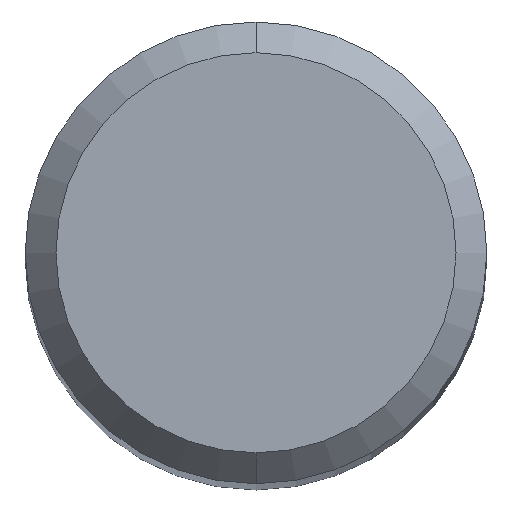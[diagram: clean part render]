
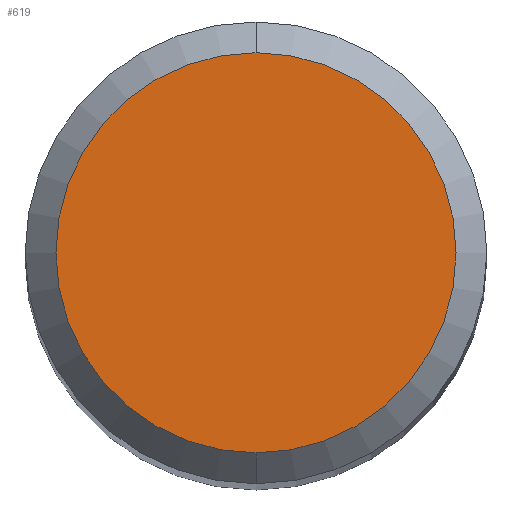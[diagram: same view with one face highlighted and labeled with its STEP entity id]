
A CAD part, top view. The second image highlights one B-rep face of the part: STEP entity #619.
In plain terms, the highlighted planar face has unit normal (0, 0, 1).
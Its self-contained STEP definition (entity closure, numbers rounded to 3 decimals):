
#353=EDGE_CURVE('',#767,#715,#964,.T.);
#377=EDGE_CURVE('',#715,#767,#990,.T.);
#619=ADVANCED_FACE('',(#1258),#1259,.T.);
#715=VERTEX_POINT('',#1362);
#767=VERTEX_POINT('',#1420);
#964=CIRCLE('',#1652,2.6);
#990=CIRCLE('',#1713,2.6);
#1258=FACE_OUTER_BOUND('',#5345,.T.);
#1259=PLANE('',#5346);
#1362=CARTESIAN_POINT('',(0.,-2.6,0.0));
#1420=CARTESIAN_POINT('',(0.0,2.6,0.0));
#1652=AXIS2_PLACEMENT_3D('',#7619,#7620,#7621);
#1713=AXIS2_PLACEMENT_3D('',#7645,#7646,#7647);
#5345=EDGE_LOOP('',(#7951,#7952));
#5346=AXIS2_PLACEMENT_3D('',#7953,#7954,#7955);
#7619=CARTESIAN_POINT('',(0.0,0.0,0.0));
#7620=DIRECTION('',(0.0,0.0,-1.0));
#7621=DIRECTION('',(0.0,1.0,0.0));
#7645=CARTESIAN_POINT('',(0.0,0.0,0.0));
#7646=DIRECTION('',(0.0,0.0,-1.0));
#7647=DIRECTION('',(0.0,1.0,0.0));
#7951=ORIENTED_EDGE('',*,*,#353,.F.);
#7952=ORIENTED_EDGE('',*,*,#377,.F.);
#7953=CARTESIAN_POINT('',(0.0,1.3,0.0));
#7954=DIRECTION('',(-0.0,0.0,1.0));
#7955=DIRECTION('',(0.0,-1.0,0.0));
